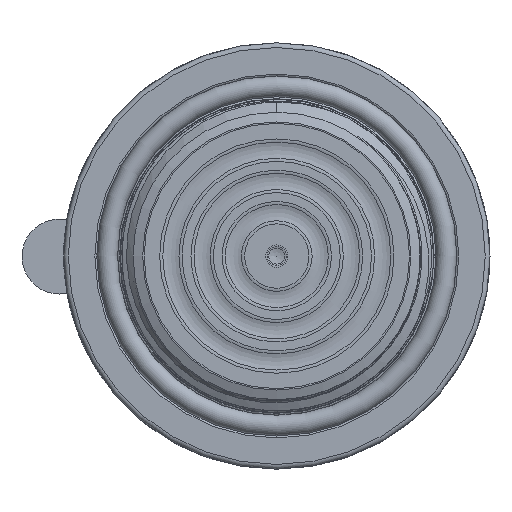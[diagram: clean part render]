
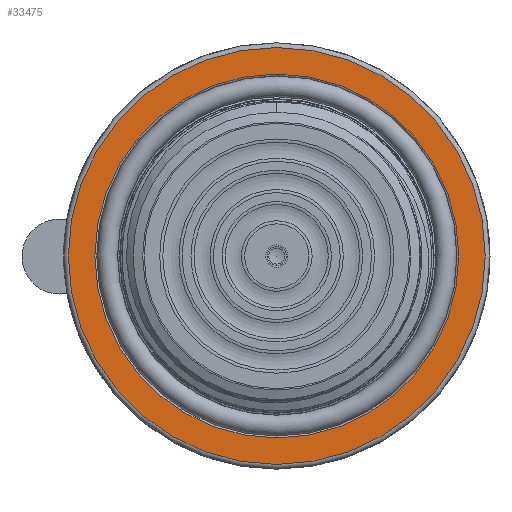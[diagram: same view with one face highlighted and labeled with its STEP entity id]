
A CAD part, left-side view. The second image highlights one B-rep face of the part: STEP entity #33475.
In plain terms, the highlighted planar face has unit normal (-1, 0, 0).
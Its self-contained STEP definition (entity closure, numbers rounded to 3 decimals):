
#1602=PLANE('',#35765);
#1756=FACE_BOUND('',#5620,.T.);
#3675=FACE_OUTER_BOUND('',#5619,.T.);
#5619=EDGE_LOOP('',(#31404));
#5620=EDGE_LOOP('',(#31405));
#6343=CIRCLE('',#35763,19.2);
#6345=CIRCLE('',#35766,22.);
#16709=VERTEX_POINT('',#100919);
#16710=VERTEX_POINT('',#100923);
#21610=EDGE_CURVE('',#16709,#16709,#6343,.T.);
#21612=EDGE_CURVE('',#16710,#16710,#6345,.T.);
#31404=ORIENTED_EDGE('',*,*,#21612,.F.);
#31405=ORIENTED_EDGE('',*,*,#21610,.T.);
#33475=ADVANCED_FACE('',(#3675,#1756),#1602,.T.);
#35763=AXIS2_PLACEMENT_3D('',#100920,#43248,#43249);
#35765=AXIS2_PLACEMENT_3D('',#100922,#43252,#43253);
#35766=AXIS2_PLACEMENT_3D('',#100924,#43254,#43255);
#43248=DIRECTION('center_axis',(1.,0.,0.));
#43249=DIRECTION('ref_axis',(0.,-1.,0.));
#43252=DIRECTION('center_axis',(-1.,0.,0.));
#43253=DIRECTION('ref_axis',(0.,1.,0.));
#43254=DIRECTION('center_axis',(1.,0.,0.));
#43255=DIRECTION('ref_axis',(0.,-1.,0.));
#100919=CARTESIAN_POINT('',(19.,19.2,0.));
#100920=CARTESIAN_POINT('Origin',(19.,0.,0.));
#100922=CARTESIAN_POINT('Origin',(19.,0.,-22.));
#100923=CARTESIAN_POINT('',(19.,0.,22.));
#100924=CARTESIAN_POINT('Origin',(19.,0.,0.));
